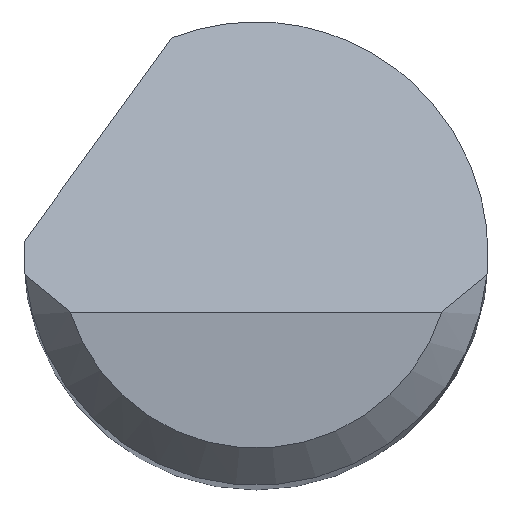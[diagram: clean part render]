
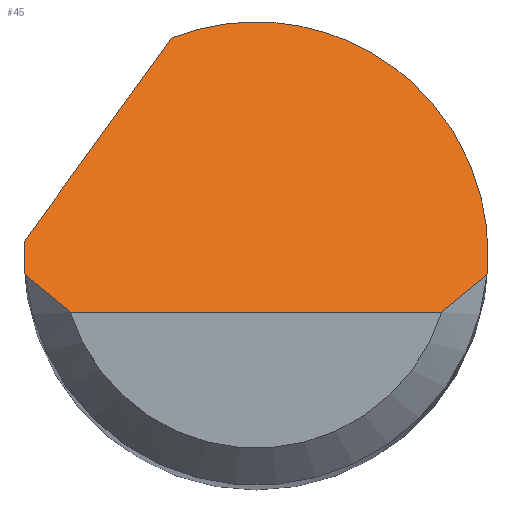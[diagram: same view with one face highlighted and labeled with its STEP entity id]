
A CAD part, top view. The second image highlights one B-rep face of the part: STEP entity #45.
In plain terms, the highlighted planar face has unit normal (0, 0.707, 0.707).
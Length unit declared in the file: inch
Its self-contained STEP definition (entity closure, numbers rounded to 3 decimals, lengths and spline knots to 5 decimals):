
#5 = ORIENTED_EDGE ( 'NONE', *, *, #404, .F. ) ;
#7 = CARTESIAN_POINT ( 'NONE',  ( -0.07508, -0.02375, 1.5 ) ) ;
#21 = CARTESIAN_POINT ( 'NONE',  ( -0.09362, 0.005, 1.47125 ) ) ;
#23 = ORIENTED_EDGE ( 'NONE', *, *, #48, .F. ) ;
#26 = CARTESIAN_POINT ( 'NONE',  ( -0.09334, -0.00875, 1.485 ) ) ;
#30 = EDGE_CURVE ( 'NONE', #106, #282, #300, .T. ) ;
#32 = ORIENTED_EDGE ( 'NONE', *, *, #160, .T. ) ;
#43 = CARTESIAN_POINT ( 'NONE',  ( -0.09362, 0.005, 1.47125 ) ) ;
#45 = ADVANCED_FACE ( 'NONE', ( #232 ), #185, .F. ) ;
#46 = VERTEX_POINT ( 'NONE', #195 ) ;
#48 = EDGE_CURVE ( 'NONE', #388, #46, #345, .T. ) ;
#59 = VECTOR ( 'NONE', #220, 39.37008 ) ;
#61 = CARTESIAN_POINT ( 'NONE',  ( 0.07508, -0.02375, 1.5 ) ) ;
#64 = CARTESIAN_POINT ( 'NONE',  ( 0.09361, -0.00584, 1.48209 ) ) ;
#65 = CARTESIAN_POINT ( 'NONE',  ( -0.09361, -0.00584, 1.48209 ) ) ;
#73 = CARTESIAN_POINT ( 'NONE',  ( 0.09375, -0.00292, 1.47917 ) ) ;
#75 = EDGE_LOOP ( 'NONE', ( #446, #506, #268, #5, #243, #296, #23, #32 ) ) ;
#81 = CARTESIAN_POINT ( 'NONE',  ( -0.09334, -0.00875, 1.485 ) ) ;
#91 = VERTEX_POINT ( 'NONE', #61 ) ;
#96 = B_SPLINE_CURVE_WITH_KNOTS ( 'NONE', 3,
 ( #81, #327, #510, #7 ),
 .UNSPECIFIED., .F., .F.,
 ( 4, 4 ),
 ( 0., 0.00071 ),
 .UNSPECIFIED. ) ;
#106 = VERTEX_POINT ( 'NONE', #522 ) ;
#109 = CARTESIAN_POINT ( 'NONE',  ( 0.09334, -0.00875, 1.485 ) ) ;
#114 = CARTESIAN_POINT ( 'NONE',  ( 0.09334, -0.00875, 1.485 ) ) ;
#116 = VERTEX_POINT ( 'NONE', #448 ) ;
#134 = DIRECTION ( 'NONE',  ( 0., 0.707, -0.707 ) ) ;
#135 = CARTESIAN_POINT ( 'NONE',  ( 0.09375, 0., 1.47625 ) ) ;
#136 = CARTESIAN_POINT ( 'NONE',  ( 0.08157, -0.019, 1.49525 ) ) ;
#152 = CARTESIAN_POINT ( 'NONE',  ( -0.09375, 0., 1.47625 ) ) ;
#160 = EDGE_CURVE ( 'NONE', #388, #375, #96, .T. ) ;
#181 = VERTEX_POINT ( 'NONE', #114 ) ;
#185 = PLANE ( 'NONE',  #443 ) ;
#190 = CARTESIAN_POINT ( 'NONE',  ( -0.09375, -0.00292, 1.47917 ) ) ;
#195 = CARTESIAN_POINT ( 'NONE',  ( -0.09375, 0., 1.47625 ) ) ;
#202 = CARTESIAN_POINT ( 'NONE',  ( -0.09375, 0.00167, 1.47458 ) ) ;
#220 = DIRECTION ( 'NONE',  ( 1., 0., 0. ) ) ;
#222 = CARTESIAN_POINT ( 'NONE',  ( 0., -0.02375, 1.5 ) ) ;
#231 = CARTESIAN_POINT ( 'NONE',  ( 0.09334, -0.00875, 1.485 ) ) ;
#232 = FACE_OUTER_BOUND ( 'NONE', #75, .T. ) ;
#240 = EDGE_CURVE ( 'NONE', #46, #282, #360, .T. ) ;
#243 = ORIENTED_EDGE ( 'NONE', *, *, #30, .T. ) ;
#247 = CARTESIAN_POINT ( 'NONE',  ( -0.07508, -0.02375, 1.5 ) ) ;
#251 = CARTESIAN_POINT ( 'NONE',  ( -0.09375, 0., 1.47625 ) ) ;
#265 = LINE ( 'NONE', #222, #59 ) ;
#268 = ORIENTED_EDGE ( 'NONE', *, *, #356, .F. ) ;
#278 = CARTESIAN_POINT ( 'NONE',  ( 0.09375, 0., 1.47625 ) ) ;
#282 = VERTEX_POINT ( 'NONE', #21 ) ;
#296 = ORIENTED_EDGE ( 'NONE', *, *, #240, .F. ) ;
#300 = LINE ( 'NONE', #485, #550 ) ;
#313 = DIRECTION ( 'NONE',  ( 0., -0.707, -0.707 ) ) ;
#317 = EDGE_CURVE ( 'NONE', #375, #91, #265, .T. ) ;
#327 = CARTESIAN_POINT ( 'NONE',  ( -0.08761, -0.01397, 1.49022 ) ) ;
#342 = DIRECTION ( 'NONE',  ( -0.456, -0.629, 0.629 ) ) ;
#345 =( BOUNDED_CURVE ( )  B_SPLINE_CURVE ( 3, ( #405, #65, #190, #152 ),
 .UNSPECIFIED., .F., .T. ) 
 B_SPLINE_CURVE_WITH_KNOTS ( ( 4, 4 ),
 ( 4.61892, 4.71239 ),
 .UNSPECIFIED. ) 
 CURVE ( )  GEOMETRIC_REPRESENTATION_ITEM ( )  RATIONAL_B_SPLINE_CURVE ( ( 1., 0.999, 0.999, 1. ) ) 
 REPRESENTATION_ITEM ( '' )  );
#350 = EDGE_CURVE ( 'NONE', #91, #181, #432, .T. ) ;
#352 = CARTESIAN_POINT ( 'NONE',  ( -0.03394, 0.08739, 1.38886 ) ) ;
#356 = EDGE_CURVE ( 'NONE', #116, #181, #507, .T. ) ;
#360 =( BOUNDED_CURVE ( )  B_SPLINE_CURVE ( 3, ( #251, #202, #423, #43 ),
 .UNSPECIFIED., .F., .T. ) 
 B_SPLINE_CURVE_WITH_KNOTS ( ( 4, 4 ),
 ( 4.71239, 4.76575 ),
 .UNSPECIFIED. ) 
 CURVE ( )  GEOMETRIC_REPRESENTATION_ITEM ( )  RATIONAL_B_SPLINE_CURVE ( ( 1., 1., 1., 1. ) ) 
 REPRESENTATION_ITEM ( '' )  );
#375 = VERTEX_POINT ( 'NONE', #247 ) ;
#388 = VERTEX_POINT ( 'NONE', #26 ) ;
#404 = EDGE_CURVE ( 'NONE', #106, #116, #469, .T. ) ;
#405 = CARTESIAN_POINT ( 'NONE',  ( -0.09334, -0.00875, 1.485 ) ) ;
#423 = CARTESIAN_POINT ( 'NONE',  ( -0.09371, 0.00333, 1.47292 ) ) ;
#432 = B_SPLINE_CURVE_WITH_KNOTS ( 'NONE', 3,
 ( #525, #136, #480, #109 ),
 .UNSPECIFIED., .F., .F.,
 ( 4, 4 ),
 ( 0., 0.00071 ),
 .UNSPECIFIED. ) ;
#443 = AXIS2_PLACEMENT_3D ( 'NONE', #482, #313, #134 ) ;
#446 = ORIENTED_EDGE ( 'NONE', *, *, #317, .T. ) ;
#448 = CARTESIAN_POINT ( 'NONE',  ( 0.09375, 0., 1.47625 ) ) ;
#469 =( BOUNDED_CURVE ( )  B_SPLINE_CURVE ( 3, ( #352, #541, #492, #135 ),
 .UNSPECIFIED., .F., .T. ) 
 B_SPLINE_CURVE_WITH_KNOTS ( ( 4, 4 ),
 ( 5.91277, 7.85398 ),
 .UNSPECIFIED. ) 
 CURVE ( )  GEOMETRIC_REPRESENTATION_ITEM ( )  RATIONAL_B_SPLINE_CURVE ( ( 1., 0.71, 0.71, 1. ) ) 
 REPRESENTATION_ITEM ( '' )  );
#480 = CARTESIAN_POINT ( 'NONE',  ( 0.08761, -0.01397, 1.49022 ) ) ;
#482 = CARTESIAN_POINT ( 'NONE',  ( -0.09375, -0.02375, 1.5 ) ) ;
#485 = CARTESIAN_POINT ( 'NONE',  ( -0.11014, -0.01781, 1.49406 ) ) ;
#492 = CARTESIAN_POINT ( 'NONE',  ( 0.09375, 0.07266, 1.40359 ) ) ;
#506 = ORIENTED_EDGE ( 'NONE', *, *, #350, .T. ) ;
#507 =( BOUNDED_CURVE ( )  B_SPLINE_CURVE ( 3, ( #278, #73, #64, #231 ),
 .UNSPECIFIED., .F., .T. ) 
 B_SPLINE_CURVE_WITH_KNOTS ( ( 4, 4 ),
 ( 1.5708, 1.66427 ),
 .UNSPECIFIED. ) 
 CURVE ( )  GEOMETRIC_REPRESENTATION_ITEM ( )  RATIONAL_B_SPLINE_CURVE ( ( 1., 0.999, 0.999, 1. ) ) 
 REPRESENTATION_ITEM ( '' )  );
#510 = CARTESIAN_POINT ( 'NONE',  ( -0.08157, -0.019, 1.49525 ) ) ;
#522 = CARTESIAN_POINT ( 'NONE',  ( -0.03394, 0.08739, 1.38886 ) ) ;
#525 = CARTESIAN_POINT ( 'NONE',  ( 0.07508, -0.02375, 1.5 ) ) ;
#541 = CARTESIAN_POINT ( 'NONE',  ( 0.03379, 0.11369, 1.36256 ) ) ;
#550 = VECTOR ( 'NONE', #342, 39.37008 ) ;
